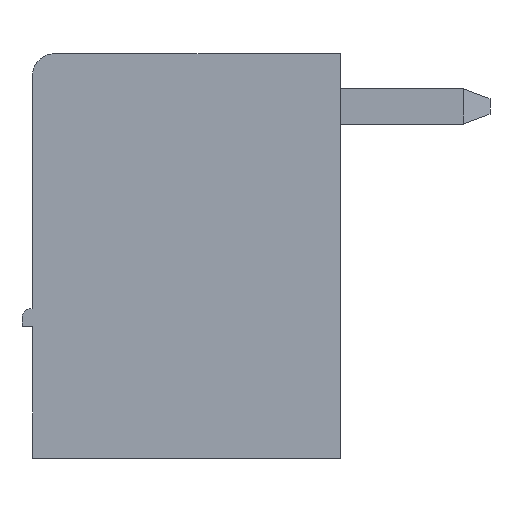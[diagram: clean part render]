
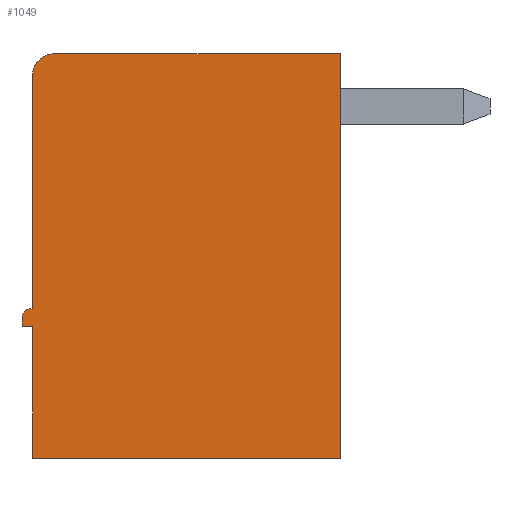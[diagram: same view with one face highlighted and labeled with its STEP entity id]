
A CAD part, left-side view. The second image highlights one B-rep face of the part: STEP entity #1049.
In plain terms, the highlighted planar face has unit normal (-1, 0, 0).
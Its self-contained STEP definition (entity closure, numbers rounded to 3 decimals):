
#159=CIRCLE('',#10040,0.2);
#160=CIRCLE('',#10041,0.5);
#569=FACE_OUTER_BOUND('',#2050,.T.);
#1049=ADVANCED_FACE('',(#569),#1520,.T.);
#1520=PLANE('',#10042);
#2050=EDGE_LOOP('',(#4385,#4386,#4387,#4388,#4389,#4390,#4391,#4392,#4393,
#4394));
#4385=ORIENTED_EDGE('',*,*,#6862,.F.);
#4386=ORIENTED_EDGE('',*,*,#6863,.F.);
#4387=ORIENTED_EDGE('',*,*,#6864,.F.);
#4388=ORIENTED_EDGE('',*,*,#6865,.F.);
#4389=ORIENTED_EDGE('',*,*,#6866,.F.);
#4390=ORIENTED_EDGE('',*,*,#6867,.F.);
#4391=ORIENTED_EDGE('',*,*,#6868,.F.);
#4392=ORIENTED_EDGE('',*,*,#5929,.F.);
#4393=ORIENTED_EDGE('',*,*,#6869,.F.);
#4394=ORIENTED_EDGE('',*,*,#6870,.F.);
#5045=VERTEX_POINT('',#12938);
#5047=VERTEX_POINT('',#12942);
#5595=VERTEX_POINT('',#14849);
#5596=VERTEX_POINT('',#14850);
#5597=VERTEX_POINT('',#14852);
#5598=VERTEX_POINT('',#14854);
#5599=VERTEX_POINT('',#14856);
#5600=VERTEX_POINT('',#14858);
#5601=VERTEX_POINT('',#14860);
#5602=VERTEX_POINT('',#14863);
#5929=EDGE_CURVE('',#5047,#5045,#7268,.T.);
#6862=EDGE_CURVE('',#5595,#5596,#8167,.T.);
#6863=EDGE_CURVE('',#5597,#5595,#8168,.T.);
#6864=EDGE_CURVE('',#5598,#5597,#159,.T.);
#6865=EDGE_CURVE('',#5599,#5598,#8169,.T.);
#6866=EDGE_CURVE('',#5600,#5599,#8170,.T.);
#6867=EDGE_CURVE('',#5601,#5600,#8171,.T.);
#6868=EDGE_CURVE('',#5045,#5601,#8172,.T.);
#6869=EDGE_CURVE('',#5602,#5047,#8173,.T.);
#6870=EDGE_CURVE('',#5596,#5602,#160,.T.);
#7268=LINE('',#12943,#8555);
#8167=LINE('',#14848,#9454);
#8168=LINE('',#14851,#9455);
#8169=LINE('',#14855,#9456);
#8170=LINE('',#14857,#9457);
#8171=LINE('',#14859,#9458);
#8172=LINE('',#14861,#9459);
#8173=LINE('',#14862,#9460);
#8555=VECTOR('',#10370,1.);
#9454=VECTOR('',#12131,1.);
#9455=VECTOR('',#12132,1.);
#9456=VECTOR('',#12135,1.);
#9457=VECTOR('',#12136,1.);
#9458=VECTOR('',#12137,1.);
#9459=VECTOR('',#12138,1.);
#9460=VECTOR('',#12139,1.);
#10040=AXIS2_PLACEMENT_3D('',#14853,#12133,#12134);
#10041=AXIS2_PLACEMENT_3D('',#14864,#12140,#12141);
#10042=AXIS2_PLACEMENT_3D('',#14865,#12142,#12143);
#10370=DIRECTION('',(0.,0.,-1.));
#12131=DIRECTION('',(0.,0.,1.));
#12132=DIRECTION('',(0.,-1.,0.));
#12133=DIRECTION('',(1.,0.,0.));
#12134=DIRECTION('',(0.,1.,0.));
#12135=DIRECTION('',(0.,0.,1.));
#12136=DIRECTION('',(0.,1.,0.));
#12137=DIRECTION('',(0.,0.,1.));
#12138=DIRECTION('',(0.,1.,0.));
#12139=DIRECTION('',(0.,-1.,0.));
#12140=DIRECTION('',(1.,0.,0.));
#12141=DIRECTION('',(0.,1.,0.));
#12142=DIRECTION('',(-1.,0.,0.));
#12143=DIRECTION('',(0.,0.,1.));
#12938=CARTESIAN_POINT('',(9.67,0.05,134.8));
#12942=CARTESIAN_POINT('',(9.67,0.05,144.));
#12943=CARTESIAN_POINT('',(9.67,0.05,144.));
#14848=CARTESIAN_POINT('',(9.67,7.05,138.2));
#14849=CARTESIAN_POINT('',(9.67,7.05,138.2));
#14850=CARTESIAN_POINT('',(9.67,7.05,143.5));
#14851=CARTESIAN_POINT('',(9.67,7.09,138.2));
#14852=CARTESIAN_POINT('',(9.67,7.09,138.2));
#14853=CARTESIAN_POINT('',(9.67,7.09,138.));
#14854=CARTESIAN_POINT('',(9.67,7.29,138.));
#14855=CARTESIAN_POINT('',(9.67,7.29,137.8));
#14856=CARTESIAN_POINT('',(9.67,7.29,137.8));
#14857=CARTESIAN_POINT('',(9.67,7.05,137.8));
#14858=CARTESIAN_POINT('',(9.67,7.05,137.8));
#14859=CARTESIAN_POINT('',(9.67,7.05,134.8));
#14860=CARTESIAN_POINT('',(9.67,7.05,134.8));
#14861=CARTESIAN_POINT('',(9.67,0.05,134.8));
#14862=CARTESIAN_POINT('',(9.67,6.55,144.));
#14863=CARTESIAN_POINT('',(9.67,6.55,144.));
#14864=CARTESIAN_POINT('',(9.67,6.55,143.5));
#14865=CARTESIAN_POINT('',(9.67,3.55,134.8));
